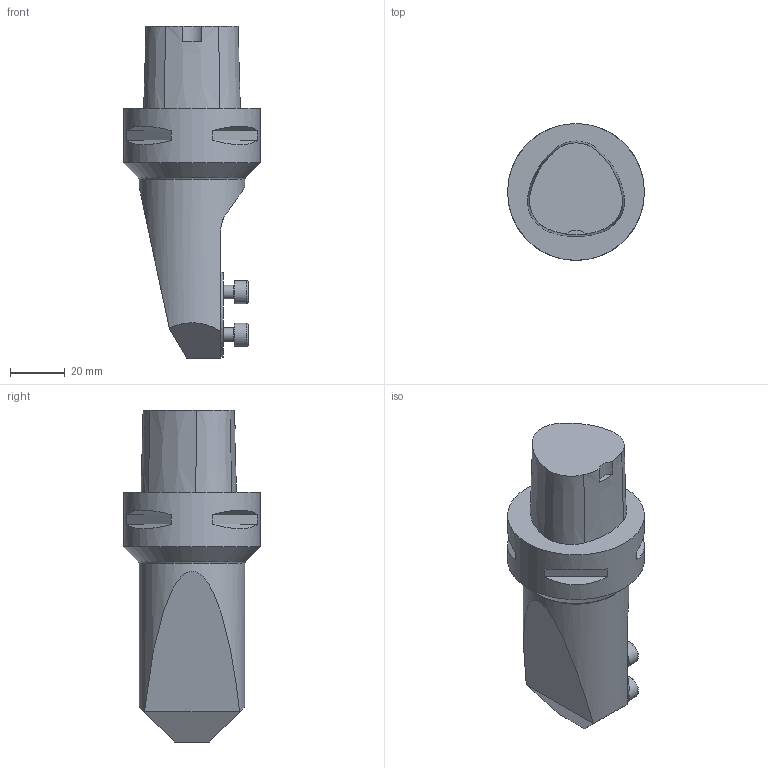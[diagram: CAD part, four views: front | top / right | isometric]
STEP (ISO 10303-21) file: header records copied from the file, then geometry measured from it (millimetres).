
FILE_DESCRIPTION(/* description */ (''),/* implementation_level */ '2;1');
FILE_NAME(/* name */ '1524214472483.stp',/* time_stamp */ '2018-04-20T10:54:41+02:00',/* author */ (''),/* organization */ ('SMS'),/* preprocessor_version */ 'ST-DEVELOPER v15',/* originating_system */ 'SIEMENS PLM Software NX 8.5',/* authorisation */ '');
FILE_SCHEMA (('AUTOMOTIVE_DESIGN { 1 0 10303 214 3 1 1 1 }'));
Length unit declared in the file: millimetre
Products named in the file (1): 112030263mod000_00
Bounding box: 50 x 50 x 121.3 mm (x, y, z)
Volume: 130231.6 mm3; surface area: 18219 mm2
Topology: 1 solids, 1 shells, 61 faces, 133 edges, 91 vertices
Faces by surface type: plane 32, cylinder 13, torus 9, cone 7
Full cylindrical faces by diameter (mm): 5 x4, 8.5 x4, 38.5 x1, 50 x1
Entity records: 1583 total; most frequent: DIRECTION 291, CARTESIAN_POINT 263, ORIENTED_EDGE 208, AXIS2_PLACEMENT_3D 126, EDGE_CURVE 104, EDGE_LOOP 95, VERTEX_POINT 79, FACE_BOUND 61
